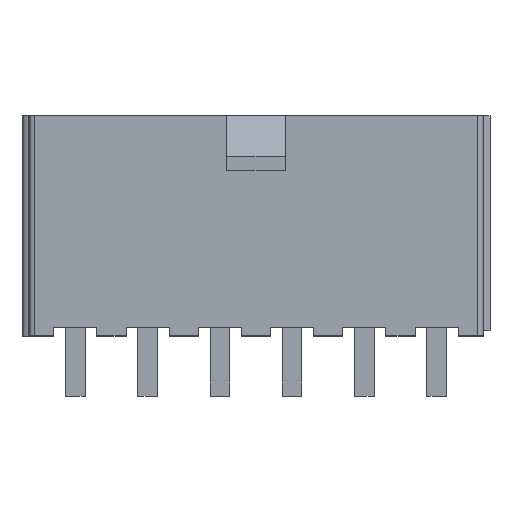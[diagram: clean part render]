
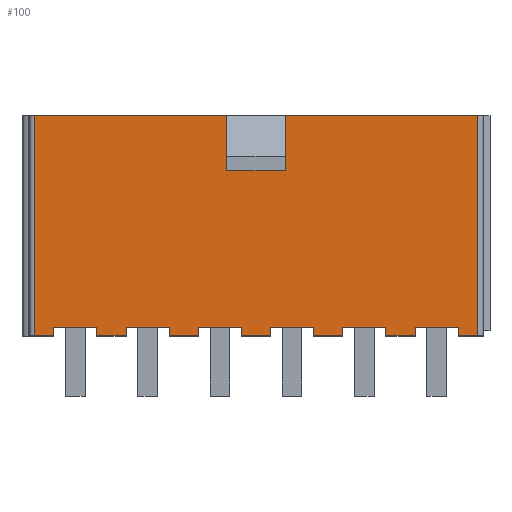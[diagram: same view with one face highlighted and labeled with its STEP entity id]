
A CAD part, top view. The second image highlights one B-rep face of the part: STEP entity #100.
In plain terms, the highlighted planar face has unit normal (0, 0, 1).
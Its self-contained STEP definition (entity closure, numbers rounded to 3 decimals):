
#100=ADVANCED_FACE('',(#445),#446,.T.);
#445=FACE_OUTER_BOUND('',#1121,.T.);
#446=PLANE('',#1122);
#1121=EDGE_LOOP('',(#1875,#1876,#1877,#1878,#1879,#1880,#1881,#1882,#1883,#1884,#1885,#1886,#1887,#1888,#1889,#1890,#1891,#1892,#1893,#1894,#1895,#1896,#1897,#1898,#1899,#1900,#1901,#1902,#1903,#1904,#1905,#1906));
#1122=AXIS2_PLACEMENT_3D('',#1907,#1908,#1909);
#1875=ORIENTED_EDGE('',*,*,#4393,.T.);
#1876=ORIENTED_EDGE('',*,*,#4394,.T.);
#1877=ORIENTED_EDGE('',*,*,#4395,.T.);
#1878=ORIENTED_EDGE('',*,*,#4396,.F.);
#1879=ORIENTED_EDGE('',*,*,#4397,.T.);
#1880=ORIENTED_EDGE('',*,*,#4398,.F.);
#1881=ORIENTED_EDGE('',*,*,#4380,.F.);
#1882=ORIENTED_EDGE('',*,*,#4399,.T.);
#1883=ORIENTED_EDGE('',*,*,#4400,.T.);
#1884=ORIENTED_EDGE('',*,*,#4401,.F.);
#1885=ORIENTED_EDGE('',*,*,#4354,.F.);
#1886=ORIENTED_EDGE('',*,*,#4392,.T.);
#1887=ORIENTED_EDGE('',*,*,#4402,.T.);
#1888=ORIENTED_EDGE('',*,*,#4403,.F.);
#1889=ORIENTED_EDGE('',*,*,#4358,.F.);
#1890=ORIENTED_EDGE('',*,*,#4404,.T.);
#1891=ORIENTED_EDGE('',*,*,#4405,.T.);
#1892=ORIENTED_EDGE('',*,*,#4406,.F.);
#1893=ORIENTED_EDGE('',*,*,#4362,.F.);
#1894=ORIENTED_EDGE('',*,*,#4407,.T.);
#1895=ORIENTED_EDGE('',*,*,#4408,.T.);
#1896=ORIENTED_EDGE('',*,*,#4409,.F.);
#1897=ORIENTED_EDGE('',*,*,#4366,.F.);
#1898=ORIENTED_EDGE('',*,*,#4410,.T.);
#1899=ORIENTED_EDGE('',*,*,#4411,.T.);
#1900=ORIENTED_EDGE('',*,*,#4412,.F.);
#1901=ORIENTED_EDGE('',*,*,#4370,.F.);
#1902=ORIENTED_EDGE('',*,*,#4413,.T.);
#1903=ORIENTED_EDGE('',*,*,#4414,.T.);
#1904=ORIENTED_EDGE('',*,*,#4415,.F.);
#1905=ORIENTED_EDGE('',*,*,#4374,.F.);
#1906=ORIENTED_EDGE('',*,*,#4352,.F.);
#1907=CARTESIAN_POINT('',(13.2,0.0,4.8));
#1908=DIRECTION('',(0.0,0.0,1.0));
#1909=DIRECTION('',(1.0,-0.0,0.0));
#4352=EDGE_CURVE('',#5248,#5250,#5251,.T.);
#4354=EDGE_CURVE('',#5253,#5254,#5255,.T.);
#4358=EDGE_CURVE('',#5261,#5262,#5263,.T.);
#4362=EDGE_CURVE('',#5269,#5270,#5271,.T.);
#4366=EDGE_CURVE('',#5277,#5278,#5279,.T.);
#4370=EDGE_CURVE('',#5285,#5286,#5287,.T.);
#4374=EDGE_CURVE('',#5250,#5293,#5294,.T.);
#4380=EDGE_CURVE('',#5303,#5305,#5306,.T.);
#4392=EDGE_CURVE('',#5253,#5326,#5328,.T.);
#4393=EDGE_CURVE('',#5248,#5329,#5330,.T.);
#4394=EDGE_CURVE('',#5329,#5331,#5332,.T.);
#4395=EDGE_CURVE('',#5331,#5333,#5334,.T.);
#4396=EDGE_CURVE('',#5335,#5333,#5336,.T.);
#4397=EDGE_CURVE('',#5335,#5337,#5338,.T.);
#4398=EDGE_CURVE('',#5305,#5337,#5339,.T.);
#4399=EDGE_CURVE('',#5303,#5340,#5341,.T.);
#4400=EDGE_CURVE('',#5340,#5342,#5343,.T.);
#4401=EDGE_CURVE('',#5254,#5342,#5344,.T.);
#4402=EDGE_CURVE('',#5326,#5345,#5346,.T.);
#4403=EDGE_CURVE('',#5262,#5345,#5347,.T.);
#4404=EDGE_CURVE('',#5261,#5348,#5349,.T.);
#4405=EDGE_CURVE('',#5348,#5350,#5351,.T.);
#4406=EDGE_CURVE('',#5270,#5350,#5352,.T.);
#4407=EDGE_CURVE('',#5269,#5353,#5354,.T.);
#4408=EDGE_CURVE('',#5353,#5355,#5356,.T.);
#4409=EDGE_CURVE('',#5278,#5355,#5357,.T.);
#4410=EDGE_CURVE('',#5277,#5358,#5359,.T.);
#4411=EDGE_CURVE('',#5358,#5360,#5361,.T.);
#4412=EDGE_CURVE('',#5286,#5360,#5362,.T.);
#4413=EDGE_CURVE('',#5285,#5363,#5364,.T.);
#4414=EDGE_CURVE('',#5363,#5365,#5366,.T.);
#4415=EDGE_CURVE('',#5293,#5365,#5367,.T.);
#5248=VERTEX_POINT('',#6606);
#5250=VERTEX_POINT('',#6608);
#5251=LINE('',#6609,#6610);
#5253=VERTEX_POINT('',#6612);
#5254=VERTEX_POINT('',#6613);
#5255=LINE('',#6614,#6615);
#5261=VERTEX_POINT('',#6624);
#5262=VERTEX_POINT('',#6625);
#5263=LINE('',#6626,#6627);
#5269=VERTEX_POINT('',#6636);
#5270=VERTEX_POINT('',#6637);
#5271=LINE('',#6638,#6639);
#5277=VERTEX_POINT('',#6648);
#5278=VERTEX_POINT('',#6649);
#5279=LINE('',#6650,#6651);
#5285=VERTEX_POINT('',#6660);
#5286=VERTEX_POINT('',#6661);
#5287=LINE('',#6662,#6663);
#5293=VERTEX_POINT('',#6672);
#5294=LINE('',#6673,#6674);
#5303=VERTEX_POINT('',#6687);
#5305=VERTEX_POINT('',#6690);
#5306=LINE('',#6691,#6692);
#5326=VERTEX_POINT('',#6721);
#5328=LINE('',#6724,#6725);
#5329=VERTEX_POINT('',#6726);
#5330=LINE('',#6727,#6728);
#5331=VERTEX_POINT('',#6729);
#5332=LINE('',#6730,#6731);
#5333=VERTEX_POINT('',#6732);
#5334=LINE('',#6733,#6734);
#5335=VERTEX_POINT('',#6735);
#5336=LINE('',#6736,#6737);
#5337=VERTEX_POINT('',#6738);
#5338=LINE('',#6739,#6740);
#5339=LINE('',#6741,#6742);
#5340=VERTEX_POINT('',#6743);
#5341=LINE('',#6744,#6745);
#5342=VERTEX_POINT('',#6746);
#5343=LINE('',#6747,#6748);
#5344=LINE('',#6749,#6750);
#5345=VERTEX_POINT('',#6751);
#5346=LINE('',#6752,#6753);
#5347=LINE('',#6754,#6755);
#5348=VERTEX_POINT('',#6756);
#5349=LINE('',#6757,#6758);
#5350=VERTEX_POINT('',#6759);
#5351=LINE('',#6760,#6761);
#5352=LINE('',#6762,#6763);
#5353=VERTEX_POINT('',#6764);
#5354=LINE('',#6765,#6766);
#5355=VERTEX_POINT('',#6767);
#5356=LINE('',#6768,#6769);
#5357=LINE('',#6770,#6771);
#5358=VERTEX_POINT('',#6772);
#5359=LINE('',#6773,#6774);
#5360=VERTEX_POINT('',#6775);
#5361=LINE('',#6776,#6777);
#5362=LINE('',#6778,#6779);
#5363=VERTEX_POINT('',#6780);
#5364=LINE('',#6781,#6782);
#5365=VERTEX_POINT('',#6783);
#5366=LINE('',#6784,#6785);
#5367=LINE('',#6786,#6787);
#6606=CARTESIAN_POINT('',(12.9,12.8,4.8));
#6608=CARTESIAN_POINT('',(12.9,0.0,4.8));
#6609=CARTESIAN_POINT('',(12.9,12.8,4.8));
#6610=VECTOR('',#8708,12.8);
#6612=CARTESIAN_POINT('',(-7.55,0.0,4.8));
#6613=CARTESIAN_POINT('',(-9.25,0.0,4.8));
#6614=CARTESIAN_POINT('',(-7.55,0.0,4.8));
#6615=VECTOR('',#8712,1.7);
#6624=CARTESIAN_POINT('',(-3.35,0.0,4.8));
#6625=CARTESIAN_POINT('',(-5.05,0.0,4.8));
#6626=CARTESIAN_POINT('',(-3.35,0.0,4.8));
#6627=VECTOR('',#8716,1.7);
#6636=CARTESIAN_POINT('',(0.85,0.0,4.8));
#6637=CARTESIAN_POINT('',(-0.85,0.0,4.8));
#6638=CARTESIAN_POINT('',(0.85,0.0,4.8));
#6639=VECTOR('',#8720,1.7);
#6648=CARTESIAN_POINT('',(5.05,0.0,4.8));
#6649=CARTESIAN_POINT('',(3.35,0.0,4.8));
#6650=CARTESIAN_POINT('',(5.05,0.0,4.8));
#6651=VECTOR('',#8724,1.7);
#6660=CARTESIAN_POINT('',(9.25,0.0,4.8));
#6661=CARTESIAN_POINT('',(7.55,0.0,4.8));
#6662=CARTESIAN_POINT('',(9.25,0.0,4.8));
#6663=VECTOR('',#8728,1.7);
#6672=CARTESIAN_POINT('',(11.75,0.0,4.8));
#6673=CARTESIAN_POINT('',(12.9,0.0,4.8));
#6674=VECTOR('',#8732,1.15);
#6687=CARTESIAN_POINT('',(-11.75,0.0,4.8));
#6690=CARTESIAN_POINT('',(-12.9,0.0,4.8));
#6691=CARTESIAN_POINT('',(-11.75,0.0,4.8));
#6692=VECTOR('',#8738,1.15);
#6721=CARTESIAN_POINT('',(-7.55,0.5,4.8));
#6724=CARTESIAN_POINT('',(-7.55,0.0,4.8));
#6725=VECTOR('',#8752,0.5);
#6726=CARTESIAN_POINT('',(1.7,12.8,4.8));
#6727=CARTESIAN_POINT('',(12.9,12.8,4.8));
#6728=VECTOR('',#8753,11.2);
#6729=CARTESIAN_POINT('',(1.7,9.75,4.8));
#6730=CARTESIAN_POINT('',(1.7,12.8,4.8));
#6731=VECTOR('',#8754,3.05);
#6732=CARTESIAN_POINT('',(-1.7,9.75,4.8));
#6733=CARTESIAN_POINT('',(1.7,9.75,4.8));
#6734=VECTOR('',#8755,3.4);
#6735=CARTESIAN_POINT('',(-1.7,12.8,4.8));
#6736=CARTESIAN_POINT('',(-1.7,12.8,4.8));
#6737=VECTOR('',#8756,3.05);
#6738=CARTESIAN_POINT('',(-12.9,12.8,4.8));
#6739=CARTESIAN_POINT('',(-1.7,12.8,4.8));
#6740=VECTOR('',#8757,11.2);
#6741=CARTESIAN_POINT('',(-12.9,0.0,4.8));
#6742=VECTOR('',#8758,12.8);
#6743=CARTESIAN_POINT('',(-11.75,0.5,4.8));
#6744=CARTESIAN_POINT('',(-11.75,0.0,4.8));
#6745=VECTOR('',#8759,0.5);
#6746=CARTESIAN_POINT('',(-9.25,0.5,4.8));
#6747=CARTESIAN_POINT('',(-11.75,0.5,4.8));
#6748=VECTOR('',#8760,2.5);
#6749=CARTESIAN_POINT('',(-9.25,0.0,4.8));
#6750=VECTOR('',#8761,0.5);
#6751=CARTESIAN_POINT('',(-5.05,0.5,4.8));
#6752=CARTESIAN_POINT('',(-7.55,0.5,4.8));
#6753=VECTOR('',#8762,2.5);
#6754=CARTESIAN_POINT('',(-5.05,0.0,4.8));
#6755=VECTOR('',#8763,0.5);
#6756=CARTESIAN_POINT('',(-3.35,0.5,4.8));
#6757=CARTESIAN_POINT('',(-3.35,0.0,4.8));
#6758=VECTOR('',#8764,0.5);
#6759=CARTESIAN_POINT('',(-0.85,0.5,4.8));
#6760=CARTESIAN_POINT('',(-3.35,0.5,4.8));
#6761=VECTOR('',#8765,2.5);
#6762=CARTESIAN_POINT('',(-0.85,0.0,4.8));
#6763=VECTOR('',#8766,0.5);
#6764=CARTESIAN_POINT('',(0.85,0.5,4.8));
#6765=CARTESIAN_POINT('',(0.85,0.0,4.8));
#6766=VECTOR('',#8767,0.5);
#6767=CARTESIAN_POINT('',(3.35,0.5,4.8));
#6768=CARTESIAN_POINT('',(0.85,0.5,4.8));
#6769=VECTOR('',#8768,2.5);
#6770=CARTESIAN_POINT('',(3.35,0.0,4.8));
#6771=VECTOR('',#8769,0.5);
#6772=CARTESIAN_POINT('',(5.05,0.5,4.8));
#6773=CARTESIAN_POINT('',(5.05,0.0,4.8));
#6774=VECTOR('',#8770,0.5);
#6775=CARTESIAN_POINT('',(7.55,0.5,4.8));
#6776=CARTESIAN_POINT('',(5.05,0.5,4.8));
#6777=VECTOR('',#8771,2.5);
#6778=CARTESIAN_POINT('',(7.55,0.0,4.8));
#6779=VECTOR('',#8772,0.5);
#6780=CARTESIAN_POINT('',(9.25,0.5,4.8));
#6781=CARTESIAN_POINT('',(9.25,0.0,4.8));
#6782=VECTOR('',#8773,0.5);
#6783=CARTESIAN_POINT('',(11.75,0.5,4.8));
#6784=CARTESIAN_POINT('',(9.25,0.5,4.8));
#6785=VECTOR('',#8774,2.5);
#6786=CARTESIAN_POINT('',(11.75,0.0,4.8));
#6787=VECTOR('',#8775,0.5);
#8708=DIRECTION('',(0.0,-1.0,0.0));
#8712=DIRECTION('',(-1.0,0.0,0.0));
#8716=DIRECTION('',(-1.0,0.0,0.0));
#8720=DIRECTION('',(-1.0,0.0,0.0));
#8724=DIRECTION('',(-1.0,0.0,0.0));
#8728=DIRECTION('',(-1.0,0.0,0.0));
#8732=DIRECTION('',(-1.0,0.0,0.0));
#8738=DIRECTION('',(-1.0,0.0,0.0));
#8752=DIRECTION('',(0.0,1.0,0.0));
#8753=DIRECTION('',(-1.0,0.0,0.0));
#8754=DIRECTION('',(0.0,-1.0,0.0));
#8755=DIRECTION('',(-1.0,0.0,0.0));
#8756=DIRECTION('',(0.0,-1.0,0.0));
#8757=DIRECTION('',(-1.0,0.0,0.0));
#8758=DIRECTION('',(0.0,1.0,0.0));
#8759=DIRECTION('',(0.0,1.0,0.0));
#8760=DIRECTION('',(1.0,0.0,0.0));
#8761=DIRECTION('',(0.0,1.0,0.0));
#8762=DIRECTION('',(1.0,0.0,0.0));
#8763=DIRECTION('',(0.0,1.0,0.0));
#8764=DIRECTION('',(0.0,1.0,0.0));
#8765=DIRECTION('',(1.0,0.0,0.0));
#8766=DIRECTION('',(0.0,1.0,0.0));
#8767=DIRECTION('',(0.0,1.0,0.0));
#8768=DIRECTION('',(1.0,0.0,0.0));
#8769=DIRECTION('',(0.0,1.0,0.0));
#8770=DIRECTION('',(0.0,1.0,0.0));
#8771=DIRECTION('',(1.0,0.0,0.0));
#8772=DIRECTION('',(0.0,1.0,0.0));
#8773=DIRECTION('',(0.0,1.0,0.0));
#8774=DIRECTION('',(1.0,0.0,0.0));
#8775=DIRECTION('',(0.0,1.0,0.0));
